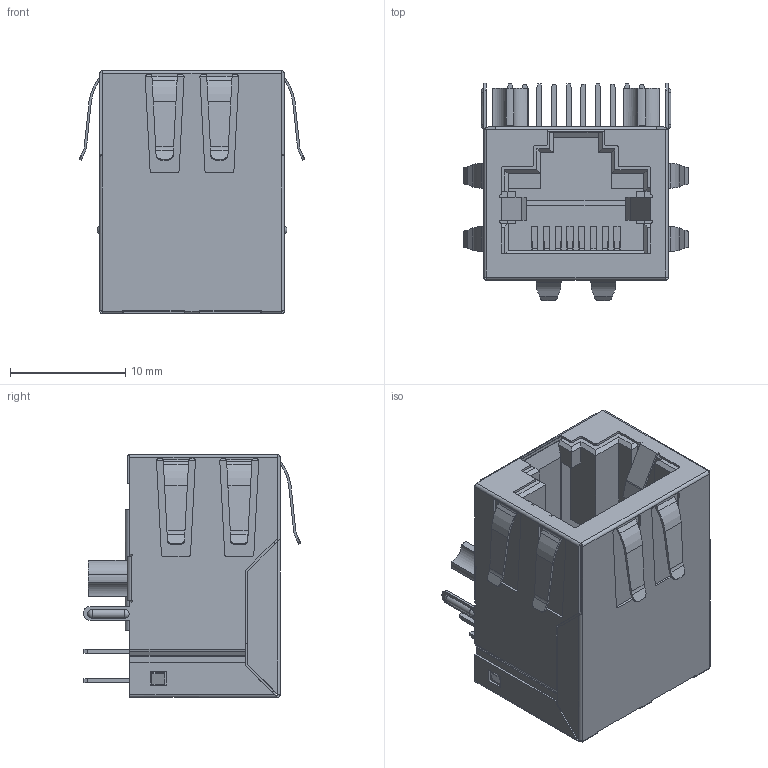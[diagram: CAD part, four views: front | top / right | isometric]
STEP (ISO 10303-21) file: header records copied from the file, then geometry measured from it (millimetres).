
FILE_DESCRIPTION((''),'2;1');
FILE_NAME('DGKYD111Q070DB2A1D','2023-02-15T09:23:49',('Administrator'),(''),'CREO PARAMETRIC BY PTC INC, 2019010','CREO PARAMETRIC BY PTC INC, 2019010','');
FILE_SCHEMA(('CONFIG_CONTROL_DESIGN'));
Length unit declared in the file: millimetre
Products named in the file (1): DGKYD111Q070DB2A1D
Bounding box: 19.58 x 18.89 x 21.1 mm (x, y, z)
Volume: 1987.9 mm3; surface area: 6541.1 mm2
Topology: 1 solids, 1 shells, 1300 faces, 3908 edges, 2567 vertices
Faces by surface type: plane 986, cylinder 246, extrusion 64, sphere 4
Entity records: 46619 total; most frequent: CARTESIAN_POINT 11458, ORIENTED_EDGE 7816, DIRECTION 6621, EDGE_CURVE 3908, VECTOR 3197, LINE 3133, VERTEX_POINT 2567, AXIS2_PLACEMENT_3D 1712
